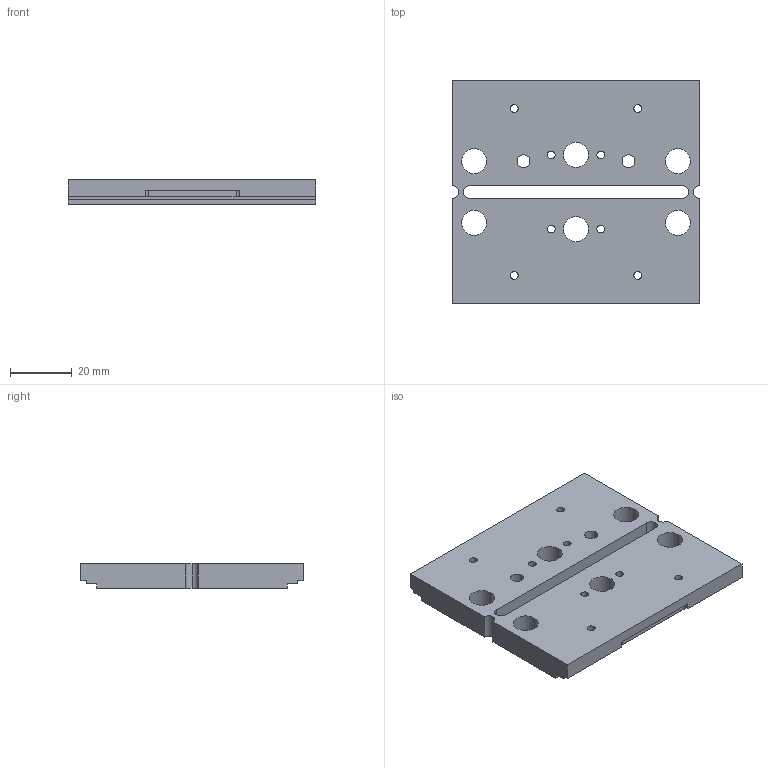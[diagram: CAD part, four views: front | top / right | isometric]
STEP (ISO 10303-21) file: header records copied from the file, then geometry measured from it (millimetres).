
FILE_DESCRIPTION (( 'STEP AP214' ), '1' );
FILE_NAME ('CNC樓馱璃-1.5-拸粣杶_one.STEP', '2025-09-06T16:02:39', ( '' ), ( '' ), 'SwSTEP 2.0', 'SolidWorks 2018', '' );
FILE_SCHEMA (( 'AUTOMOTIVE_DESIGN' ));
Length unit declared in the file: millimetre
Products named in the file (1): CNC樓馱璃-1.5-拸粣杶_one
Bounding box: 80 x 72 x 8 mm (x, y, z)
Volume: 39025.7 mm3; surface area: 15746.3 mm2
Topology: 1 solids, 1 shells, 68 faces, 198 edges, 132 vertices
Faces by surface type: cylinder 42, plane 26
Entity records: 2388 total; most frequent: DIRECTION 420, CARTESIAN_POINT 399, ORIENTED_EDGE 396, EDGE_CURVE 198, AXIS2_PLACEMENT_3D 153, VERTEX_POINT 132, VECTOR 114, LINE 114
